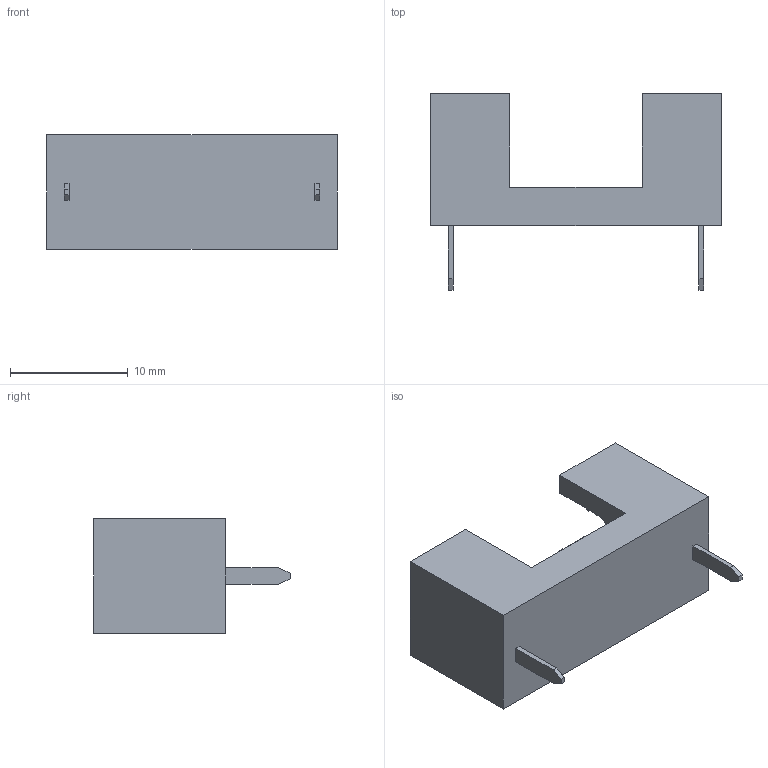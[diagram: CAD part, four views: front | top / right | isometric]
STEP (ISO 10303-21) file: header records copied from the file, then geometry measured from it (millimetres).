
FILE_DESCRIPTION (( 'STEP AP203' ), '1' );
FILE_NAME ('ZH242.STEP', '2019-09-12T17:01:37', ( '' ), ( '' ), 'SwSTEP 2.0', 'SolidWorks 2012', '' );
FILE_SCHEMA (( 'CONFIG_CONTROL_DESIGN' ));
Length unit declared in the file: millimetre
Products named in the file (1): ZH242
Bounding box: 24.7 x 16.7 x 9.75 mm (x, y, z)
Volume: 1058.7 mm3; surface area: 1760.1 mm2
Topology: 1 solids, 1 shells, 82 faces, 226 edges, 148 vertices
Faces by surface type: plane 74, cylinder 8
Entity records: 2643 total; most frequent: CARTESIAN_POINT 457, ORIENTED_EDGE 452, DIRECTION 412, EDGE_CURVE 226, LINE 206, VECTOR 206, VERTEX_POINT 148, AXIS2_PLACEMENT_3D 103
